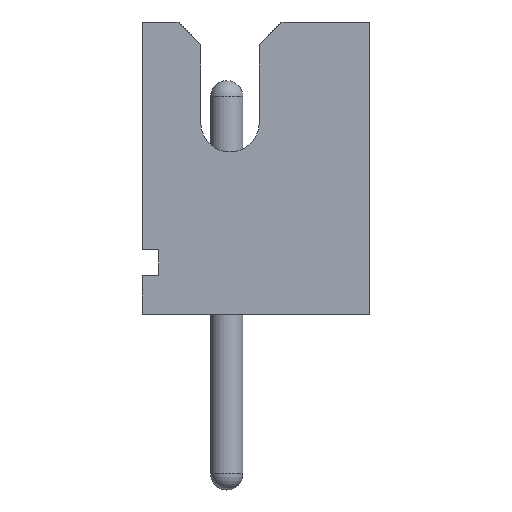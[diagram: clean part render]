
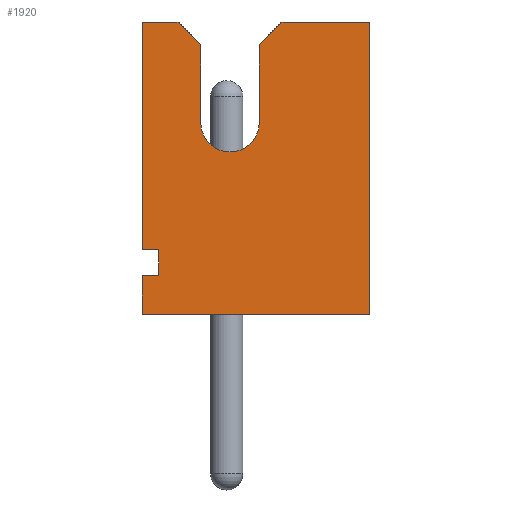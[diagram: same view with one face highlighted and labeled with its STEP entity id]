
A CAD part, front view. The second image highlights one B-rep face of the part: STEP entity #1920.
In plain terms, the highlighted planar face has unit normal (0, -1, 0).
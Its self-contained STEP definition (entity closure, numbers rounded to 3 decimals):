
#131=CIRCLE('',#2090,0.45);
#200=FACE_OUTER_BOUND('',#302,.T.);
#302=EDGE_LOOP('',(#1482,#1483,#1484,#1485,#1486,#1487,#1488,#1489,#1490,
#1491,#1492,#1493,#1494,#1495));
#397=LINE('',#2841,#615);
#400=LINE('',#2847,#618);
#404=LINE('',#2854,#622);
#412=LINE('',#2877,#630);
#422=LINE('',#2897,#640);
#432=LINE('',#2918,#650);
#435=LINE('',#2924,#653);
#471=LINE('',#2998,#689);
#478=LINE('',#3013,#696);
#479=LINE('',#3015,#697);
#480=LINE('',#3016,#698);
#481=LINE('',#3018,#699);
#482=LINE('',#3019,#700);
#615=VECTOR('',#2339,10.);
#618=VECTOR('',#2344,10.);
#622=VECTOR('',#2350,10.);
#630=VECTOR('',#2368,10.);
#640=VECTOR('',#2384,10.);
#650=VECTOR('',#2398,10.);
#653=VECTOR('',#2403,10.);
#689=VECTOR('',#2447,10.);
#696=VECTOR('',#2460,10.);
#697=VECTOR('',#2461,10.);
#698=VECTOR('',#2462,10.);
#699=VECTOR('',#2463,10.);
#700=VECTOR('',#2464,10.);
#864=VERTEX_POINT('',#2838);
#865=VERTEX_POINT('',#2840);
#867=VERTEX_POINT('',#2846);
#869=VERTEX_POINT('',#2852);
#878=VERTEX_POINT('',#2874);
#879=VERTEX_POINT('',#2876);
#886=VERTEX_POINT('',#2896);
#894=VERTEX_POINT('',#2915);
#895=VERTEX_POINT('',#2917);
#897=VERTEX_POINT('',#2923);
#931=VERTEX_POINT('',#2996);
#936=VERTEX_POINT('',#3012);
#937=VERTEX_POINT('',#3014);
#938=VERTEX_POINT('',#3017);
#1065=EDGE_CURVE('',#865,#864,#397,.T.);
#1068=EDGE_CURVE('',#867,#865,#400,.T.);
#1072=EDGE_CURVE('',#864,#869,#404,.T.);
#1082=EDGE_CURVE('',#879,#878,#412,.T.);
#1092=EDGE_CURVE('',#886,#879,#422,.T.);
#1102=EDGE_CURVE('',#895,#894,#432,.T.);
#1105=EDGE_CURVE('',#897,#895,#435,.T.);
#1108=EDGE_CURVE('',#878,#897,#131,.T.);
#1143=EDGE_CURVE('',#931,#869,#471,.T.);
#1150=EDGE_CURVE('',#931,#936,#478,.T.);
#1151=EDGE_CURVE('',#936,#937,#479,.T.);
#1152=EDGE_CURVE('',#886,#937,#480,.T.);
#1153=EDGE_CURVE('',#938,#894,#481,.T.);
#1154=EDGE_CURVE('',#867,#938,#482,.T.);
#1482=ORIENTED_EDGE('',*,*,#1068,.T.);
#1483=ORIENTED_EDGE('',*,*,#1065,.T.);
#1484=ORIENTED_EDGE('',*,*,#1072,.T.);
#1485=ORIENTED_EDGE('',*,*,#1143,.F.);
#1486=ORIENTED_EDGE('',*,*,#1150,.T.);
#1487=ORIENTED_EDGE('',*,*,#1151,.T.);
#1488=ORIENTED_EDGE('',*,*,#1152,.F.);
#1489=ORIENTED_EDGE('',*,*,#1092,.T.);
#1490=ORIENTED_EDGE('',*,*,#1082,.T.);
#1491=ORIENTED_EDGE('',*,*,#1108,.T.);
#1492=ORIENTED_EDGE('',*,*,#1105,.T.);
#1493=ORIENTED_EDGE('',*,*,#1102,.T.);
#1494=ORIENTED_EDGE('',*,*,#1153,.F.);
#1495=ORIENTED_EDGE('',*,*,#1154,.F.);
#1818=PLANE('',#2094);
#1920=ADVANCED_FACE('',(#200),#1818,.T.);
#2090=AXIS2_PLACEMENT_3D('',#2928,#2409,#2410);
#2094=AXIS2_PLACEMENT_3D('',#3011,#2458,#2459);
#2339=DIRECTION('',(0.,0.,-1.));
#2344=DIRECTION('',(1.,0.,0.));
#2350=DIRECTION('',(-1.,0.,0.));
#2368=DIRECTION('',(0.,0.,-1.));
#2384=DIRECTION('',(-0.707,0.,-0.707));
#2398=DIRECTION('',(-0.707,0.,0.707));
#2403=DIRECTION('',(0.,0.,1.));
#2409=DIRECTION('center_axis',(0.,1.,0.));
#2410=DIRECTION('ref_axis',(-1.,0.,0.));
#2447=DIRECTION('',(0.,0.,1.));
#2458=DIRECTION('center_axis',(0.,-1.,0.));
#2459=DIRECTION('ref_axis',(1.,0.,0.));
#2460=DIRECTION('',(1.,0.,0.));
#2461=DIRECTION('',(0.,0.,1.));
#2462=DIRECTION('',(1.,0.,0.));
#2463=DIRECTION('',(1.,0.,0.));
#2464=DIRECTION('',(0.,0.,1.));
#2838=CARTESIAN_POINT('',(-1.05,-1.5,0.6));
#2840=CARTESIAN_POINT('',(-1.05,-1.5,1.));
#2841=CARTESIAN_POINT('',(-1.05,-1.5,0.5));
#2846=CARTESIAN_POINT('',(-1.3,-1.5,1.));
#2847=CARTESIAN_POINT('',(-1.3,-1.5,1.));
#2852=CARTESIAN_POINT('',(-1.3,-1.5,0.6));
#2854=CARTESIAN_POINT('',(-1.175,-1.5,0.6));
#2874=CARTESIAN_POINT('',(0.5,-1.5,2.95));
#2876=CARTESIAN_POINT('',(0.5,-1.5,4.15));
#2877=CARTESIAN_POINT('',(0.5,-1.5,2.075));
#2896=CARTESIAN_POINT('',(0.85,-1.5,4.5));
#2897=CARTESIAN_POINT('',(-0.813,-1.5,2.838));
#2915=CARTESIAN_POINT('',(-0.75,-1.5,4.5));
#2917=CARTESIAN_POINT('',(-0.4,-1.5,4.15));
#2918=CARTESIAN_POINT('',(0.413,-1.5,3.338));
#2923=CARTESIAN_POINT('',(-0.4,-1.5,2.95));
#2924=CARTESIAN_POINT('',(-0.4,-1.5,1.475));
#2928=CARTESIAN_POINT('Origin',(0.05,-1.5,2.95));
#2996=CARTESIAN_POINT('',(-1.3,-1.5,0.));
#2998=CARTESIAN_POINT('',(-1.3,-1.5,0.));
#3011=CARTESIAN_POINT('Origin',(-1.3,-1.5,0.));
#3012=CARTESIAN_POINT('',(2.2,-1.5,0.));
#3013=CARTESIAN_POINT('',(-1.3,-1.5,0.));
#3014=CARTESIAN_POINT('',(2.2,-1.5,4.5));
#3015=CARTESIAN_POINT('',(2.2,-1.5,0.));
#3016=CARTESIAN_POINT('',(-1.3,-1.5,4.5));
#3017=CARTESIAN_POINT('',(-1.3,-1.5,4.5));
#3018=CARTESIAN_POINT('',(-1.3,-1.5,4.5));
#3019=CARTESIAN_POINT('',(-1.3,-1.5,0.));
